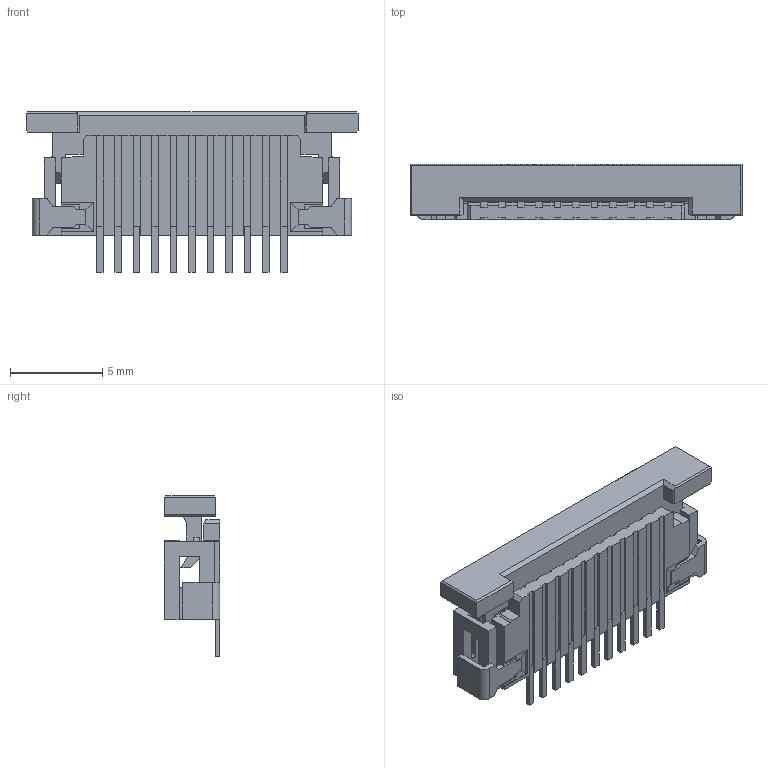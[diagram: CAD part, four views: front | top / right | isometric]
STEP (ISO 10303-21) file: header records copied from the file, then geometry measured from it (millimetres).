
FILE_DESCRIPTION((''),'2;1');
FILE_NAME('522711179','2014-05-29T',('me'),(''),'PRO/ENGINEER BY PARAMETRIC TECHNOLOGY CORPORATION, 2011490','PRO/ENGINEER BY PARAMETRIC TECHNOLOGY CORPORATION, 2011490','');
FILE_SCHEMA(('CONFIG_CONTROL_DESIGN'));
Length unit declared in the file: millimetre
Products named in the file (1): 522711179
Bounding box: 18 x 3 x 8.7 mm (x, y, z)
Volume: 200.1 mm3; surface area: 784.9 mm2
Topology: 1 solids, 1 shells, 452 faces, 1513 edges, 1010 vertices
Faces by surface type: plane 444, cylinder 8
Entity records: 16205 total; most frequent: CARTESIAN_POINT 2924, ORIENTED_EDGE 2922, DIRECTION 2435, VECTOR 1497, LINE 1497, EDGE_CURVE 1461, VERTEX_POINT 958, EDGE_LOOP 477
